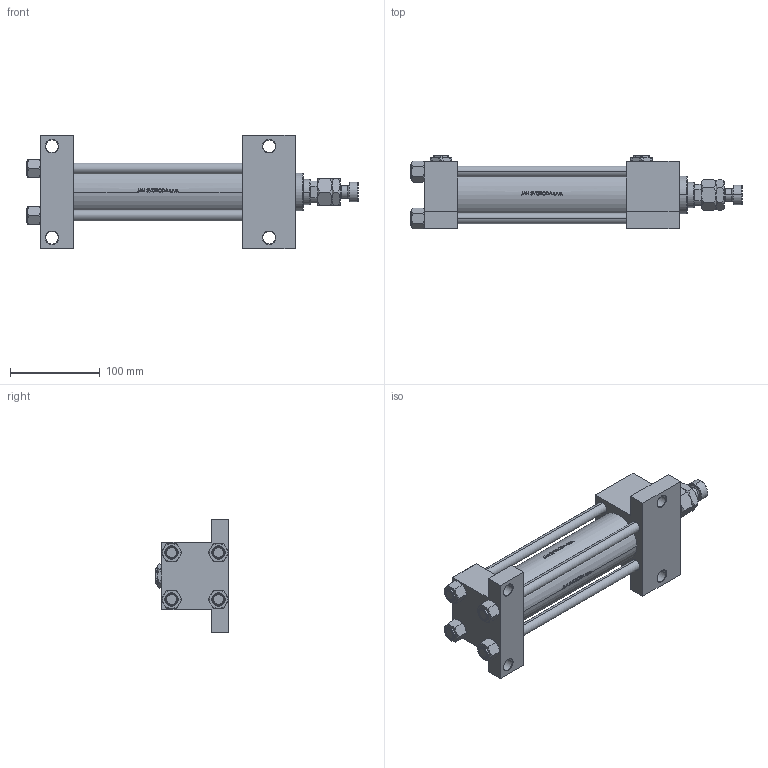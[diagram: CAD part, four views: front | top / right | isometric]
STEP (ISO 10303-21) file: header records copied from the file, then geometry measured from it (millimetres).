
FILE_DESCRIPTION (( 'STEP AP203' ), '1' );
FILE_NAME ('d68e.STEP', '2022-05-13T12:36:32', ( '' ), ( '' ), 'SwSTEP 2.0', 'SolidWorks 2019', '' );
FILE_SCHEMA (( 'CONFIG_CONTROL_DESIGN' ));
Length unit declared in the file: millimetre
Products named in the file (8): V215CR_VCP_G 23a14478f2c34e96306b0eef6d17d698; d68e; Zatka_pro_OIL_PORT 23a14478f2c34e96306b0eef6d17d698; NUT_M5_G 23a14478f2c34e96306b0eef6d17d698; MFA 23a14478f2c34e96306b0eef6d17d698; V215_VC_A 23a14478f2c34e96306b0eef6d17d698; V215CR_G_TYCINKA 23a14478f2c34e96306b0eef6d17d698; V215CR_G_Body 23a14478f2c34e96306b0eef6d17d698
Assembly tree (18 placements, depth 2):
  d68e
    V215CR_G_Body 23a14478f2c34e96306b0eef6d17d698
    V215CR_VCP_G 23a14478f2c34e96306b0eef6d17d698
    V215CR_G_TYCINKA 23a14478f2c34e96306b0eef6d17d698  x6
    NUT_M5_G 23a14478f2c34e96306b0eef6d17d698  x6
    V215_VC_A 23a14478f2c34e96306b0eef6d17d698
    MFA 23a14478f2c34e96306b0eef6d17d698
    Zatka_pro_OIL_PORT 23a14478f2c34e96306b0eef6d17d698  x2
Bounding box: 370 x 82.27 x 127 mm (x, y, z)
Volume: 1061742.1 mm3; surface area: 269743.6 mm2
Topology: 18 solids, 18 shells, 1304 faces, 3214 edges, 2035 vertices
Faces by surface type: plane 512, bspline 380, cone 256, cylinder 140, torus 16
Entity records: 50694 total; most frequent: CARTESIAN_POINT 26897, ORIENTED_EDGE 5392, DIRECTION 3406, EDGE_CURVE 2696, VERTEX_POINT 1737, LINE 1346, VECTOR 1346, EDGE_LOOP 1165
